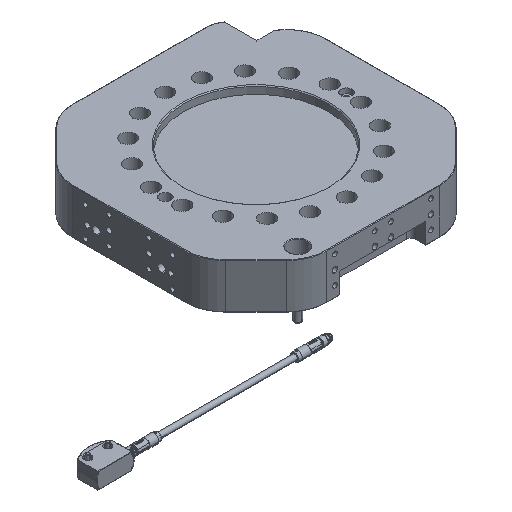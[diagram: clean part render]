
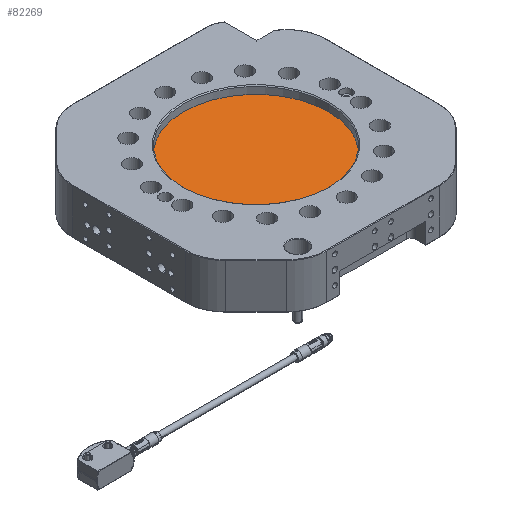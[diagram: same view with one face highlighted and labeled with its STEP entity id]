
A CAD part, isometric view. The second image highlights one B-rep face of the part: STEP entity #82269.
In plain terms, the highlighted planar face has unit normal (0, 0, 1).
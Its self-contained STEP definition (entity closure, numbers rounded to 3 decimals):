
#11058 = DIRECTION ( 'NONE',  ( 0., 0., 1. ) ) ;
#13230 = VERTEX_POINT ( 'NONE', #129672 ) ;
#27390 = ORIENTED_EDGE ( 'NONE', *, *, #94402, .T. ) ;
#33076 = AXIS2_PLACEMENT_3D ( 'NONE', #128071, #11058, #54180 ) ;
#41621 = PLANE ( 'NONE',  #33076 ) ;
#41997 = EDGE_LOOP ( 'NONE', ( #27390, #63142 ) ) ;
#49396 = DIRECTION ( 'NONE',  ( 0., 0., 1. ) ) ;
#54180 = DIRECTION ( 'NONE',  ( 1., 0., 0. ) ) ;
#60042 = DIRECTION ( 'NONE',  ( 0., 0., 1. ) ) ;
#60550 = FACE_OUTER_BOUND ( 'NONE', #41997, .T. ) ;
#61264 = DIRECTION ( 'NONE',  ( 1., 0., 0. ) ) ;
#63142 = ORIENTED_EDGE ( 'NONE', *, *, #127387, .T. ) ;
#63462 = AXIS2_PLACEMENT_3D ( 'NONE', #70471, #60042, #136632 ) ;
#70471 = CARTESIAN_POINT ( 'NONE',  ( 0., 0., 41.5 ) ) ;
#71688 = CARTESIAN_POINT ( 'NONE',  ( 0., 0., 41.5 ) ) ;
#82269 = ADVANCED_FACE ( 'NONE', ( #60550 ), #41621, .T. ) ;
#85574 = CIRCLE ( 'NONE', #94577, 80. ) ;
#93472 = CARTESIAN_POINT ( 'NONE',  ( -80., 0., 41.5 ) ) ;
#94402 = EDGE_CURVE ( 'NONE', #13230, #115290, #85574, .T. ) ;
#94577 = AXIS2_PLACEMENT_3D ( 'NONE', #71688, #49396, #61264 ) ;
#115290 = VERTEX_POINT ( 'NONE', #93472 ) ;
#119238 = CIRCLE ( 'NONE', #63462, 80. ) ;
#127387 = EDGE_CURVE ( 'NONE', #115290, #13230, #119238, .T. ) ;
#128071 = CARTESIAN_POINT ( 'NONE',  ( 0., 0., 41.5 ) ) ;
#129672 = CARTESIAN_POINT ( 'NONE',  ( 80., 0., 41.5 ) ) ;
#136632 = DIRECTION ( 'NONE',  ( 1., 0., 0. ) ) ;
